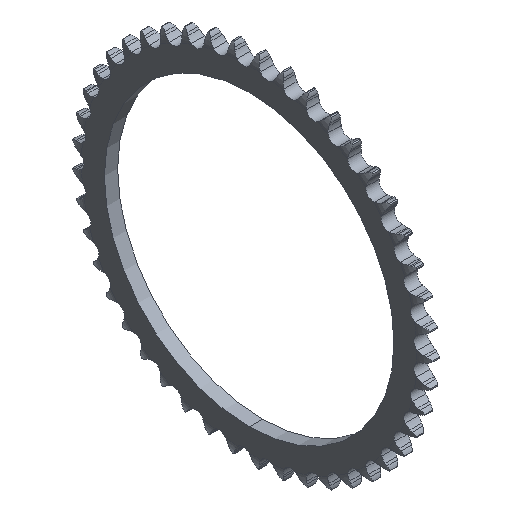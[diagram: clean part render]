
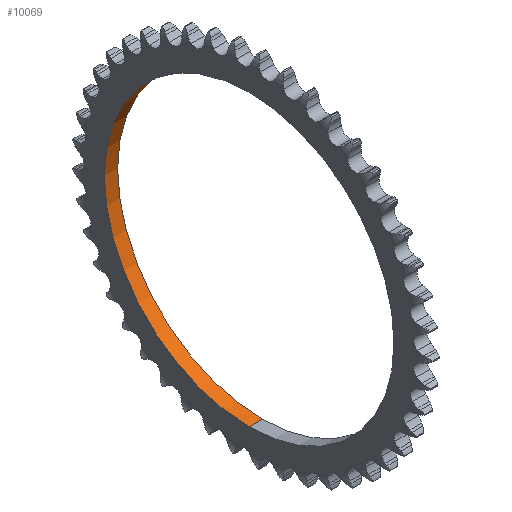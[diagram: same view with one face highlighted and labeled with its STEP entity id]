
A CAD part, isometric view. The second image highlights one B-rep face of the part: STEP entity #10069.
In plain terms, the highlighted cylindrical face has radius 95.25 mm (diameter 190.5 mm), a partial arc.
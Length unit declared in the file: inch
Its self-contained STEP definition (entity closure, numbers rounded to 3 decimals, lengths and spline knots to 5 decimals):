
#44 = CARTESIAN_POINT ( 'NONE',  ( 0., 0., -3.75 ) ) ;
#420 = EDGE_CURVE ( 'NONE', #15104, #6031, #4552, .T. ) ;
#471 = CARTESIAN_POINT ( 'NONE',  ( 0., 0., 3.75 ) ) ;
#1530 = CARTESIAN_POINT ( 'NONE',  ( 0., 0., 0. ) ) ;
#1568 = DIRECTION ( 'NONE',  ( 1., 0., 0. ) ) ;
#2081 = CARTESIAN_POINT ( 'NONE',  ( 2., 0., 0. ) ) ;
#2311 = LINE ( 'NONE', #2869, #16040 ) ;
#2865 = DIRECTION ( 'NONE',  ( 0., 0., -1. ) ) ;
#2869 = CARTESIAN_POINT ( 'NONE',  ( 2., 0., -3.75 ) ) ;
#3430 = DIRECTION ( 'NONE',  ( -1., 0., 0. ) ) ;
#3930 = VERTEX_POINT ( 'NONE', #44 ) ;
#4552 = LINE ( 'NONE', #9841, #11616 ) ;
#4703 = AXIS2_PLACEMENT_3D ( 'NONE', #9539, #1568, #10891 ) ;
#5372 = VERTEX_POINT ( 'NONE', #13424 ) ;
#5526 = ORIENTED_EDGE ( 'NONE', *, *, #14102, .T. ) ;
#5872 = CYLINDRICAL_SURFACE ( 'NONE', #12357, 3.75 ) ;
#6031 = VERTEX_POINT ( 'NONE', #471 ) ;
#6032 = DIRECTION ( 'NONE',  ( 0., 0., 1. ) ) ;
#6823 = CIRCLE ( 'NONE', #4703, 3.75 ) ;
#9324 = EDGE_CURVE ( 'NONE', #6031, #3930, #17046, .T. ) ;
#9539 = CARTESIAN_POINT ( 'NONE',  ( 0.34275, 0., 0. ) ) ;
#9792 = ORIENTED_EDGE ( 'NONE', *, *, #9324, .T. ) ;
#9841 = CARTESIAN_POINT ( 'NONE',  ( 2., 0., 3.75 ) ) ;
#10069 = ADVANCED_FACE ( 'NONE', ( #16479 ), #5872, .F. ) ;
#10847 = DIRECTION ( 'NONE',  ( -1., 0., 0. ) ) ;
#10891 = DIRECTION ( 'NONE',  ( 0., 0., 1. ) ) ;
#10957 = EDGE_CURVE ( 'NONE', #5372, #3930, #2311, .T. ) ;
#11616 = VECTOR ( 'NONE', #14133, 39.37008 ) ;
#12357 = AXIS2_PLACEMENT_3D ( 'NONE', #2081, #3430, #6032 ) ;
#13310 = EDGE_LOOP ( 'NONE', ( #16659, #5526, #13582, #9792 ) ) ;
#13315 = CARTESIAN_POINT ( 'NONE',  ( 0.34275, 0., 3.75 ) ) ;
#13424 = CARTESIAN_POINT ( 'NONE',  ( 0.34275, 0., -3.75 ) ) ;
#13582 = ORIENTED_EDGE ( 'NONE', *, *, #420, .T. ) ;
#14102 = EDGE_CURVE ( 'NONE', #5372, #15104, #6823, .T. ) ;
#14133 = DIRECTION ( 'NONE',  ( -1., 0., 0. ) ) ;
#14760 = DIRECTION ( 'NONE',  ( -1., 0., 0. ) ) ;
#14768 = AXIS2_PLACEMENT_3D ( 'NONE', #1530, #10847, #2865 ) ;
#15104 = VERTEX_POINT ( 'NONE', #13315 ) ;
#16040 = VECTOR ( 'NONE', #14760, 39.37008 ) ;
#16479 = FACE_OUTER_BOUND ( 'NONE', #13310, .T. ) ;
#16659 = ORIENTED_EDGE ( 'NONE', *, *, #10957, .F. ) ;
#17046 = CIRCLE ( 'NONE', #14768, 3.75 ) ;
